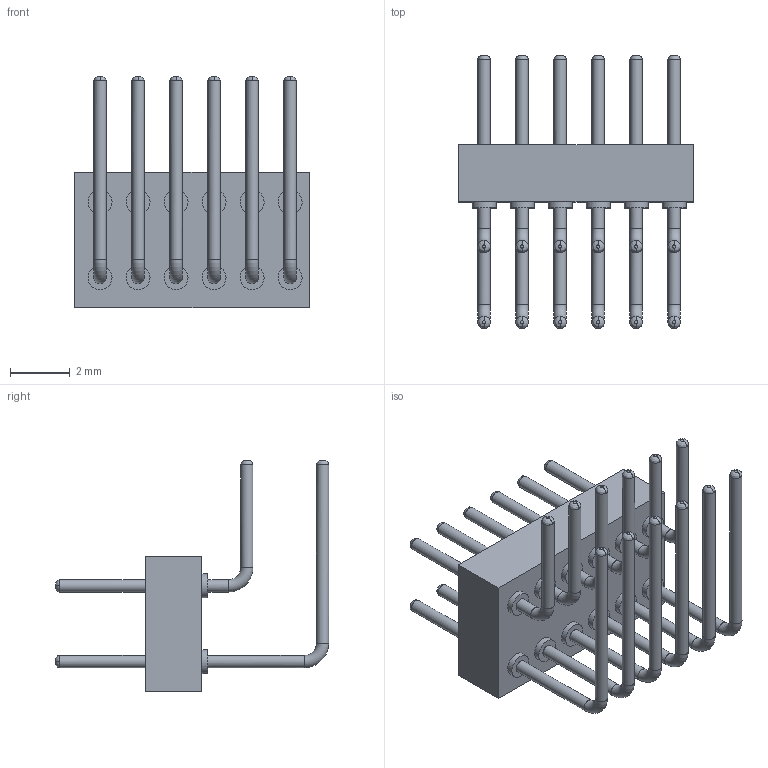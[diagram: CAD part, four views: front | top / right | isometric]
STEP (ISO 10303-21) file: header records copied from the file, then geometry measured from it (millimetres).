
FILE_DESCRIPTION( ('This file contains a STEP AP42 implementation' ,'as created by ZW3D STEP Interface translator.') ,'2;1' );
FILE_NAME( '3514-193XXRXX103X1.stp' ,'231013.145532', (''), ('ZWCAD Software Co.'), 'Version 1.0', 'ZW3D to STEP translator', '' );
FILE_SCHEMA(('AUTOMOTIVE_DESIGN { 1 0 10303 214 1 1 1 1 }'));
Length unit declared in the file: millimetre
Products named in the file (2): 0; 3514-19320rxx103x1
Bounding box: 7.83 x 9.13 x 7.72 mm (x, y, z)
Volume: 85.3 mm3; surface area: 291.4 mm2
Topology: 1 solids, 3 shells, 204 faces, 442 edges, 268 vertices
Faces by surface type: cylinder 76, bspline 48, plane 42, cone 26, torus 12
Full cylindrical faces by diameter (mm): 0.41 x36, 0.8 x12
Entity records: 13344 total; most frequent: CARTESIAN_POINT 9717, ORIENTED_EDGE 860, EDGE_CURVE 430, B_SPLINE_CURVE_WITH_KNOTS 400, DIRECTION 370, VERTEX_POINT 268, EDGE_LOOP 240, FACE_OUTER_BOUND 204
